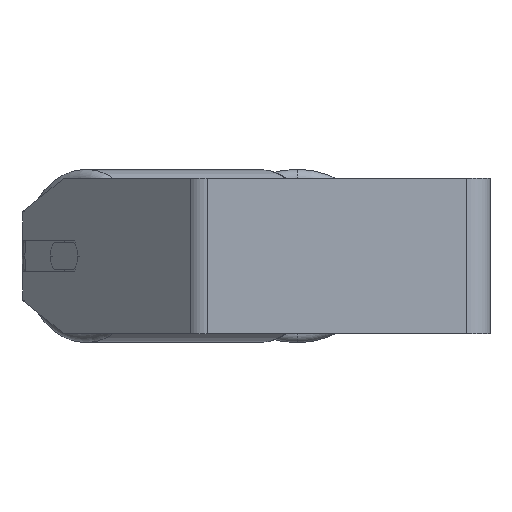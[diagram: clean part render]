
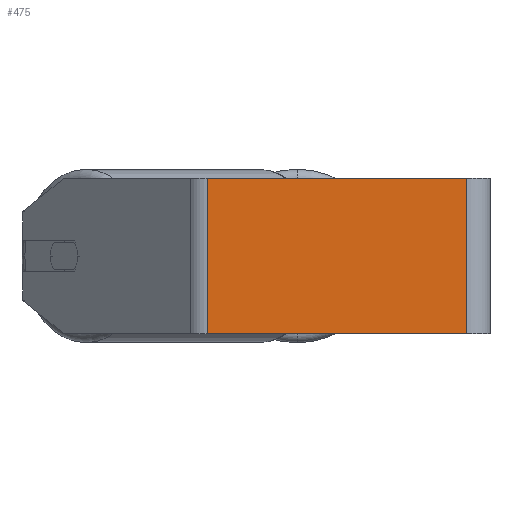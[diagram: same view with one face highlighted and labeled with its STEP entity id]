
A CAD part, left-side view. The second image highlights one B-rep face of the part: STEP entity #475.
In plain terms, the highlighted planar face has unit normal (-1, 0, 0).
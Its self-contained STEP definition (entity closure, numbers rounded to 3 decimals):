
#292 = CARTESIAN_POINT ( 'NONE',  ( -280., 145.046, 40. ) ) ;
#456 = ORIENTED_EDGE ( 'NONE', *, *, #4074, .F. ) ;
#475 = ADVANCED_FACE ( 'NONE', ( #7457 ), #5627, .F. ) ;
#571 = VECTOR ( 'NONE', #1484, 1000. ) ;
#795 = EDGE_CURVE ( 'NONE', #8277, #4290, #2692, .T. ) ;
#1028 = VERTEX_POINT ( 'NONE', #292 ) ;
#1195 = DIRECTION ( 'NONE',  ( 0., 0., -1. ) ) ;
#1270 = ORIENTED_EDGE ( 'NONE', *, *, #5306, .F. ) ;
#1484 = DIRECTION ( 'NONE',  ( 0., -1., 0. ) ) ;
#1503 = DIRECTION ( 'NONE',  ( 0., -1., 0. ) ) ;
#2059 = CARTESIAN_POINT ( 'NONE',  ( -280., 145.046, 40. ) ) ;
#2337 = ORIENTED_EDGE ( 'NONE', *, *, #795, .T. ) ;
#2457 = CARTESIAN_POINT ( 'NONE',  ( -280., 12., -40. ) ) ;
#2692 = LINE ( 'NONE', #6607, #571 ) ;
#3151 = AXIS2_PLACEMENT_3D ( 'NONE', #5584, #5453, #6104 ) ;
#3395 = EDGE_LOOP ( 'NONE', ( #2337, #1270, #456, #7946 ) ) ;
#3457 = VECTOR ( 'NONE', #1195, 1000. ) ;
#3519 = CARTESIAN_POINT ( 'NONE',  ( -280., 145.046, -40. ) ) ;
#3872 = CARTESIAN_POINT ( 'NONE',  ( -280., 12., 40. ) ) ;
#3943 = LINE ( 'NONE', #6547, #7669 ) ;
#4074 = EDGE_CURVE ( 'NONE', #1028, #5898, #3943, .T. ) ;
#4290 = VERTEX_POINT ( 'NONE', #2457 ) ;
#4461 = EDGE_CURVE ( 'NONE', #1028, #8277, #7903, .T. ) ;
#4538 = CARTESIAN_POINT ( 'NONE',  ( -280., 12., 40. ) ) ;
#5306 = EDGE_CURVE ( 'NONE', #5898, #4290, #7707, .T. ) ;
#5453 = DIRECTION ( 'NONE',  ( 1., 0., 0. ) ) ;
#5584 = CARTESIAN_POINT ( 'NONE',  ( -280., 150.017, 40. ) ) ;
#5627 = PLANE ( 'NONE',  #3151 ) ;
#5898 = VERTEX_POINT ( 'NONE', #4538 ) ;
#6104 = DIRECTION ( 'NONE',  ( 0., 0., -1. ) ) ;
#6547 = CARTESIAN_POINT ( 'NONE',  ( -280., 150.017, 40. ) ) ;
#6607 = CARTESIAN_POINT ( 'NONE',  ( -280., 150.017, -40. ) ) ;
#6612 = VECTOR ( 'NONE', #7662, 1000. ) ;
#7457 = FACE_OUTER_BOUND ( 'NONE', #3395, .T. ) ;
#7662 = DIRECTION ( 'NONE',  ( 0., 0., -1. ) ) ;
#7669 = VECTOR ( 'NONE', #1503, 1000. ) ;
#7707 = LINE ( 'NONE', #3872, #6612 ) ;
#7903 = LINE ( 'NONE', #2059, #3457 ) ;
#7946 = ORIENTED_EDGE ( 'NONE', *, *, #4461, .T. ) ;
#8277 = VERTEX_POINT ( 'NONE', #3519 ) ;
